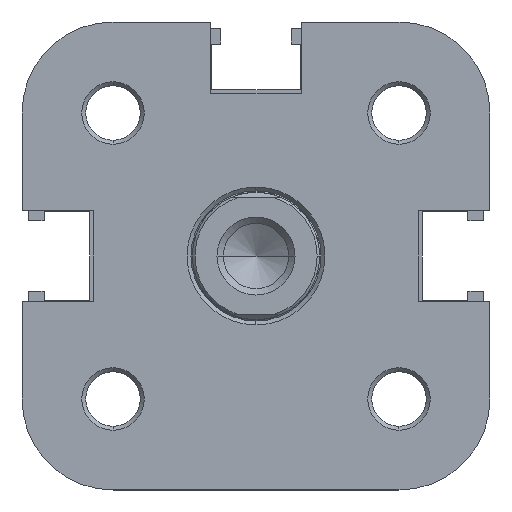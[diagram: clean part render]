
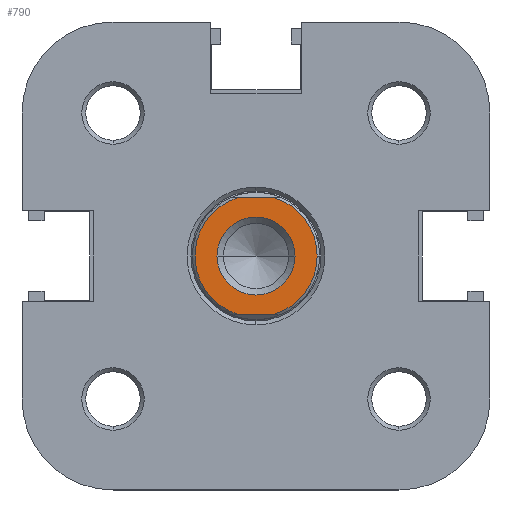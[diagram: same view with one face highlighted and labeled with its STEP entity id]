
A CAD part, left-side view. The second image highlights one B-rep face of the part: STEP entity #790.
In plain terms, the highlighted face is planar.
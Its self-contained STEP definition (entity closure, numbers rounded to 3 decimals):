
#23 = VERTEX_POINT ( 'NONE', #319 ) ;
#68 = VERTEX_POINT ( 'NONE', #364 ) ;
#134 = VERTEX_POINT ( 'NONE', #338 ) ;
#170 = CARTESIAN_POINT ( 'NONE',  ( 369., 4.5, -1.356 ) ) ;
#319 = CARTESIAN_POINT ( 'NONE',  ( 369., 0., -4.7 ) ) ;
#338 = CARTESIAN_POINT ( 'NONE',  ( 369., 0., 3. ) ) ;
#364 = CARTESIAN_POINT ( 'NONE',  ( 369., 0., -3. ) ) ;
#376 = VERTEX_POINT ( 'NONE', #170 ) ;
#482 = FACE_BOUND ( 'NONE', #6406, .T. ) ;
#602 = FACE_OUTER_BOUND ( 'NONE', #6404, .T. ) ;
#790 = ADVANCED_FACE ( 'NONE', ( #482, #602 ), #4141, .F. ) ;
#1168 = CIRCLE ( 'NONE', #3855, 4.7 ) ;
#1371 = CIRCLE ( 'NONE', #3889, 4.7 ) ;
#1448 = LINE ( 'NONE', #2051, #1449 ) ;
#1449 = VECTOR ( 'NONE', #2052, 1000. ) ;
#1479 = CIRCLE ( 'NONE', #3916, 3. ) ;
#1506 = CIRCLE ( 'NONE', #3924, 3. ) ;
#1598 = CIRCLE ( 'NONE', #3952, 4.7 ) ;
#1812 = VECTOR ( 'NONE', #2624, 1000. ) ;
#1816 = LINE ( 'NONE', #2623, #1812 ) ;
#2051 = CARTESIAN_POINT ( 'NONE',  ( 369., 4.5, -10. ) ) ;
#2052 = DIRECTION ( 'NONE',  ( 0., 0., 1. ) ) ;
#2095 = CARTESIAN_POINT ( 'NONE',  ( 369., 0., 0. ) ) ;
#2099 = DIRECTION ( 'NONE',  ( 1., 0., 0. ) ) ;
#2100 = DIRECTION ( 'NONE',  ( 0., 0., -1. ) ) ;
#2125 = CARTESIAN_POINT ( 'NONE',  ( 369., 0., 0. ) ) ;
#2139 = DIRECTION ( 'NONE',  ( 1., 0., 0. ) ) ;
#2140 = DIRECTION ( 'NONE',  ( 0., 0., -1. ) ) ;
#2286 = CARTESIAN_POINT ( 'NONE',  ( 369., 0., 0. ) ) ;
#2292 = DIRECTION ( 'NONE',  ( -1., 0., 0. ) ) ;
#2293 = DIRECTION ( 'NONE',  ( 0., 0., -1. ) ) ;
#2623 = CARTESIAN_POINT ( 'NONE',  ( 369., -4.5, -10. ) ) ;
#2624 = DIRECTION ( 'NONE',  ( 0., 0., 1. ) ) ;
#3085 = VERTEX_POINT ( 'NONE', #4868 ) ;
#3086 = VERTEX_POINT ( 'NONE', #4869 ) ;
#3087 = VERTEX_POINT ( 'NONE', #4870 ) ;
#3170 = EDGE_CURVE ( 'NONE', #3086, #3087, #1168, .T. ) ;
#3292 = EDGE_CURVE ( 'NONE', #23, #3085, #1371, .T. ) ;
#3340 = EDGE_CURVE ( 'NONE', #376, #3087, #1448, .T. ) ;
#3359 = EDGE_CURVE ( 'NONE', #134, #68, #1479, .T. ) ;
#3376 = EDGE_CURVE ( 'NONE', #68, #134, #1506, .T. ) ;
#3437 = EDGE_CURVE ( 'NONE', #376, #23, #1598, .T. ) ;
#3575 = EDGE_CURVE ( 'NONE', #3085, #3086, #1816, .T. ) ;
#3668 = AXIS2_PLACEMENT_3D ( 'NONE', #4140, #4142, #4143 ) ;
#3855 = AXIS2_PLACEMENT_3D ( 'NONE', #5044, #5046, #5047 ) ;
#3889 = AXIS2_PLACEMENT_3D ( 'NONE', #5323, #5330, #5331 ) ;
#3916 = AXIS2_PLACEMENT_3D ( 'NONE', #2095, #2099, #2100 ) ;
#3924 = AXIS2_PLACEMENT_3D ( 'NONE', #2125, #2139, #2140 ) ;
#3952 = AXIS2_PLACEMENT_3D ( 'NONE', #2286, #2292, #2293 ) ;
#4140 = CARTESIAN_POINT ( 'NONE',  ( 369., 0., 0. ) ) ;
#4141 = PLANE ( 'NONE',  #3668 ) ;
#4142 = DIRECTION ( 'NONE',  ( -1., 0., 0. ) ) ;
#4143 = DIRECTION ( 'NONE',  ( 0., 0., -1. ) ) ;
#4868 = CARTESIAN_POINT ( 'NONE',  ( 369., -4.5, -1.356 ) ) ;
#4869 = CARTESIAN_POINT ( 'NONE',  ( 369., -4.5, 1.356 ) ) ;
#4870 = CARTESIAN_POINT ( 'NONE',  ( 369., 4.5, 1.356 ) ) ;
#5044 = CARTESIAN_POINT ( 'NONE',  ( 369., 0., 0. ) ) ;
#5046 = DIRECTION ( 'NONE',  ( -1., 0., 0. ) ) ;
#5047 = DIRECTION ( 'NONE',  ( 0., 0., -1. ) ) ;
#5323 = CARTESIAN_POINT ( 'NONE',  ( 369., 0., 0. ) ) ;
#5330 = DIRECTION ( 'NONE',  ( -1., 0., 0. ) ) ;
#5331 = DIRECTION ( 'NONE',  ( 0., 0., -1. ) ) ;
#6326 = ORIENTED_EDGE ( 'NONE', *, *, #3359, .F. ) ;
#6327 = ORIENTED_EDGE ( 'NONE', *, *, #3376, .F. ) ;
#6328 = ORIENTED_EDGE ( 'NONE', *, *, #3340, .T. ) ;
#6329 = ORIENTED_EDGE ( 'NONE', *, *, #3170, .F. ) ;
#6330 = ORIENTED_EDGE ( 'NONE', *, *, #3575, .F. ) ;
#6331 = ORIENTED_EDGE ( 'NONE', *, *, #3292, .F. ) ;
#6332 = ORIENTED_EDGE ( 'NONE', *, *, #3437, .F. ) ;
#6404 = EDGE_LOOP ( 'NONE', ( #6328, #6329, #6330, #6331, #6332 ) ) ;
#6406 = EDGE_LOOP ( 'NONE', ( #6326, #6327 ) ) ;
